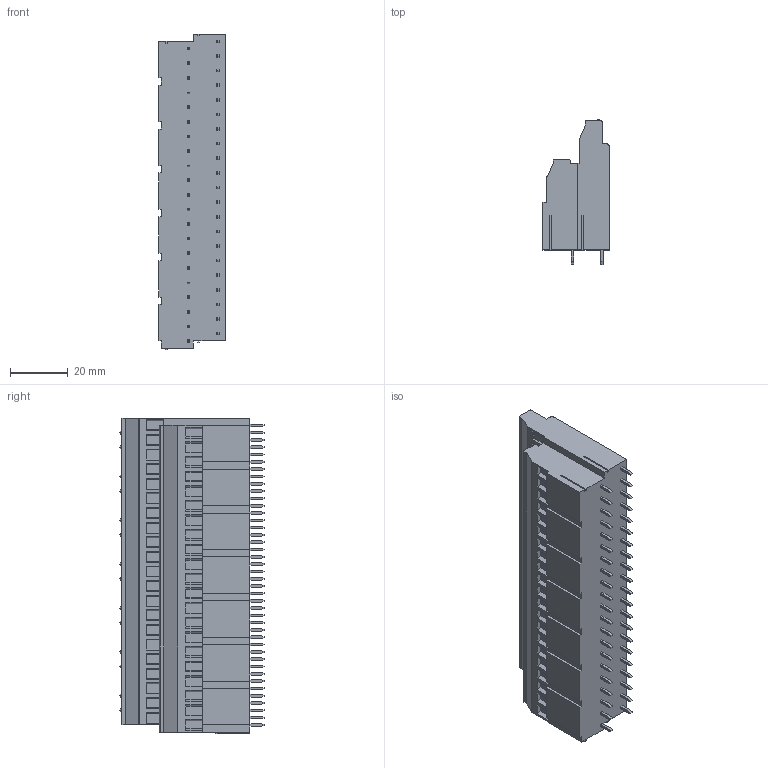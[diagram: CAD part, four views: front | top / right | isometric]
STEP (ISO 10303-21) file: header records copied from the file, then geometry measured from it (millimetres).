
FILE_DESCRIPTION((''),'2;1');
FILE_NAME('TL324VH2','2024-12-26T',('yanfa'),(''),'PRO/ENGINEER BY PARAMETRIC TECHNOLOGY CORPORATION, 2009280','PRO/ENGINEER BY PARAMETRIC TECHNOLOGY CORPORATION, 2009280','');
FILE_SCHEMA(('AUTOMOTIVE_DESIGN_CC2 { 1 2 10303 214 -1 1 5 2 }'));
Length unit declared in the file: millimetre
Products named in the file (1): TL324VH2
Bounding box: 23.1 x 50.3 x 109.82 mm (x, y, z)
Volume: 82850.1 mm3; surface area: 20790.4 mm2
Topology: 1 solids, 1 shells, 1207 faces, 3359 edges, 2224 vertices
Faces by surface type: plane 912, cylinder 183, torus 84, sphere 28
Entity records: 38907 total; most frequent: CARTESIAN_POINT 7686, ORIENTED_EDGE 6662, DIRECTION 6251, EDGE_CURVE 3331, VECTOR 2489, LINE 2489, VERTEX_POINT 2224, AXIS2_PLACEMENT_3D 1881
